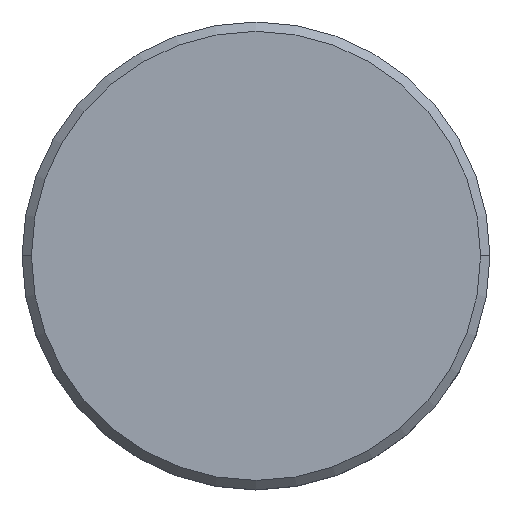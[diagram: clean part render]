
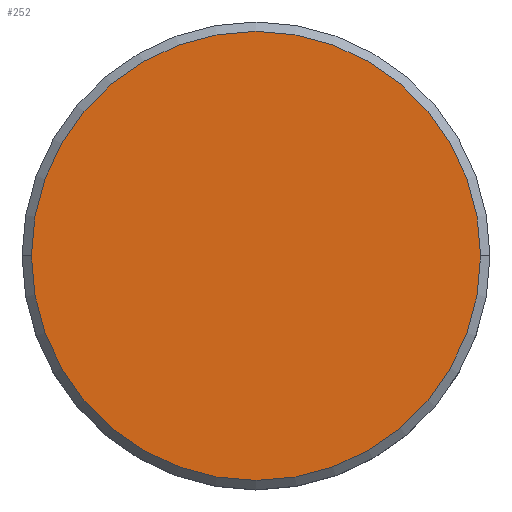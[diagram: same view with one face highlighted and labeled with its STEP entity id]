
A CAD part, top view. The second image highlights one B-rep face of the part: STEP entity #252.
In plain terms, the highlighted planar face has unit normal (0, 0, 1).
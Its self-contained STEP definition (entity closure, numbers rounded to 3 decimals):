
#52 = CIRCLE ( 'NONE', #309, 12. ) ;
#58 = ORIENTED_EDGE ( 'NONE', *, *, #441, .T. ) ;
#65 = PLANE ( 'NONE',  #263 ) ;
#76 = ORIENTED_EDGE ( 'NONE', *, *, #315, .T. ) ;
#79 = FACE_OUTER_BOUND ( 'NONE', #968, .T. ) ;
#157 = DIRECTION ( 'NONE',  ( 0., 0., 1. ) ) ;
#252 = ADVANCED_FACE ( 'NONE', ( #79 ), #65, .T. ) ;
#263 = AXIS2_PLACEMENT_3D ( 'NONE', #1080, #1183, #1179 ) ;
#309 = AXIS2_PLACEMENT_3D ( 'NONE', #850, #554, #374 ) ;
#315 = EDGE_CURVE ( 'NONE', #662, #901, #1127, .T. ) ;
#374 = DIRECTION ( 'NONE',  ( 1., 0., 0. ) ) ;
#419 = AXIS2_PLACEMENT_3D ( 'NONE', #605, #157, #1174 ) ;
#441 = EDGE_CURVE ( 'NONE', #901, #662, #52, .T. ) ;
#554 = DIRECTION ( 'NONE',  ( 0., 0., 1. ) ) ;
#605 = CARTESIAN_POINT ( 'NONE',  ( 0., 0., 0. ) ) ;
#662 = VERTEX_POINT ( 'NONE', #1045 ) ;
#850 = CARTESIAN_POINT ( 'NONE',  ( 0., 0., 0. ) ) ;
#901 = VERTEX_POINT ( 'NONE', #930 ) ;
#930 = CARTESIAN_POINT ( 'NONE',  ( -12., 0., 0. ) ) ;
#968 = EDGE_LOOP ( 'NONE', ( #58, #76 ) ) ;
#1045 = CARTESIAN_POINT ( 'NONE',  ( 12., 0., 0. ) ) ;
#1080 = CARTESIAN_POINT ( 'NONE',  ( 0., 0., 0. ) ) ;
#1127 = CIRCLE ( 'NONE', #419, 12. ) ;
#1174 = DIRECTION ( 'NONE',  ( 1., 0., 0. ) ) ;
#1179 = DIRECTION ( 'NONE',  ( 1., 0., 0. ) ) ;
#1183 = DIRECTION ( 'NONE',  ( 0., 0., 1. ) ) ;
